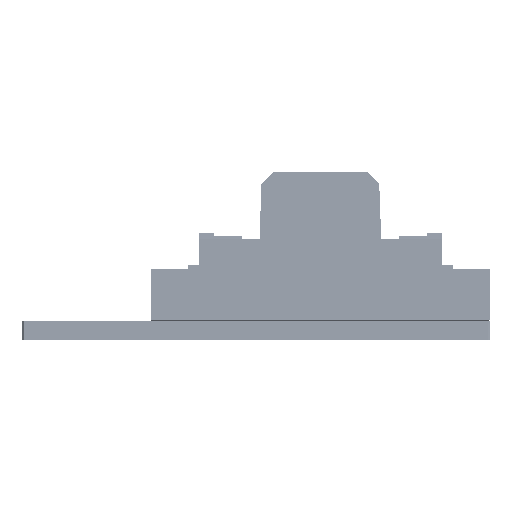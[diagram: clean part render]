
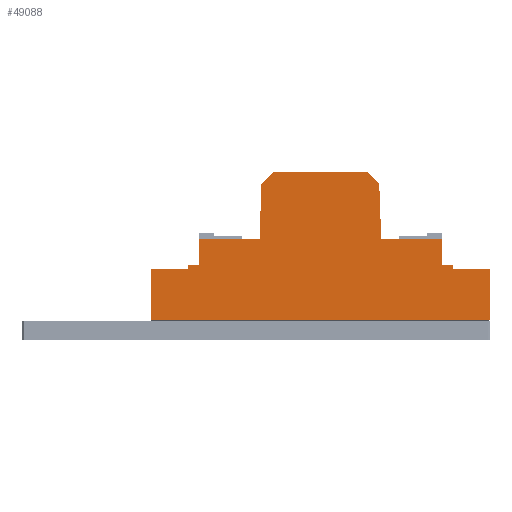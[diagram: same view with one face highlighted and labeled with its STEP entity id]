
A CAD part, left-side view. The second image highlights one B-rep face of the part: STEP entity #49088.
In plain terms, the highlighted face is planar.
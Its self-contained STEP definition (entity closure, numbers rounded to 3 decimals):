
#4061=PLANE('',#55958);
#7063=FACE_OUTER_BOUND('',#12925,.T.);
#12925=EDGE_LOOP('',(#43701,#43702,#43703,#43704,#43705,#43706,#43707,#43708,
#43709,#43710,#43711,#43712,#43713,#43714,#43715,#43716,#43717,#43718));
#15004=LINE('',#84675,#17350);
#15012=LINE('',#84692,#17358);
#15065=LINE('',#84810,#17411);
#15080=LINE('',#84842,#17426);
#15125=LINE('',#84930,#17471);
#15237=LINE('',#85202,#17583);
#15238=LINE('',#85204,#17584);
#15239=LINE('',#85205,#17585);
#15240=LINE('',#85206,#17586);
#15241=LINE('',#85208,#17587);
#15242=LINE('',#85210,#17588);
#15243=LINE('',#85211,#17589);
#15244=LINE('',#85213,#17590);
#15245=LINE('',#85215,#17591);
#15246=LINE('',#85217,#17592);
#15247=LINE('',#85219,#17593);
#15248=LINE('',#85221,#17594);
#15249=LINE('',#85222,#17595);
#17350=VECTOR('',#71415,14.5);
#17358=VECTOR('',#71427,1.08);
#17411=VECTOR('',#71500,0.17);
#17426=VECTOR('',#71521,2.587);
#17471=VECTOR('',#71588,1.587);
#17583=VECTOR('',#71768,0.469);
#17584=VECTOR('',#71769,1.587);
#17585=VECTOR('',#71770,2.19);
#17586=VECTOR('',#71771,2.19);
#17587=VECTOR('',#71772,0.17);
#17588=VECTOR('',#71773,0.469);
#17589=VECTOR('',#71774,1.08);
#17590=VECTOR('',#71775,2.358);
#17591=VECTOR('',#71776,0.733);
#17592=VECTOR('',#71777,4.);
#17593=VECTOR('',#71778,0.733);
#17594=VECTOR('',#71779,2.358);
#17595=VECTOR('',#71780,2.587);
#25404=VERTEX_POINT('',#84668);
#25407=VERTEX_POINT('',#84673);
#25413=VERTEX_POINT('',#84689);
#25414=VERTEX_POINT('',#84691);
#25468=VERTEX_POINT('',#84808);
#25469=VERTEX_POINT('',#84809);
#25482=VERTEX_POINT('',#84840);
#25483=VERTEX_POINT('',#84841);
#25514=VERTEX_POINT('',#84926);
#25515=VERTEX_POINT('',#84928);
#25642=VERTEX_POINT('',#85203);
#25643=VERTEX_POINT('',#85207);
#25644=VERTEX_POINT('',#85209);
#25645=VERTEX_POINT('',#85212);
#25646=VERTEX_POINT('',#85214);
#25647=VERTEX_POINT('',#85216);
#25648=VERTEX_POINT('',#85218);
#25649=VERTEX_POINT('',#85220);
#31454=EDGE_CURVE('',#25404,#25407,#15004,.T.);
#31462=EDGE_CURVE('',#25413,#25414,#15012,.T.);
#31519=EDGE_CURVE('',#25468,#25469,#15065,.T.);
#31534=EDGE_CURVE('',#25482,#25483,#15080,.T.);
#31581=EDGE_CURVE('',#25514,#25515,#15125,.T.);
#31720=EDGE_CURVE('',#25413,#25469,#15237,.T.);
#31721=EDGE_CURVE('',#25468,#25642,#15238,.T.);
#31722=EDGE_CURVE('',#25404,#25642,#15239,.T.);
#31723=EDGE_CURVE('',#25407,#25514,#15240,.T.);
#31724=EDGE_CURVE('',#25643,#25515,#15241,.T.);
#31725=EDGE_CURVE('',#25644,#25643,#15242,.T.);
#31726=EDGE_CURVE('',#25644,#25483,#15243,.T.);
#31727=EDGE_CURVE('',#25482,#25645,#15244,.T.);
#31728=EDGE_CURVE('',#25646,#25645,#15245,.T.);
#31729=EDGE_CURVE('',#25646,#25647,#15246,.T.);
#31730=EDGE_CURVE('',#25648,#25647,#15247,.F.);
#31731=EDGE_CURVE('',#25649,#25648,#15248,.T.);
#31732=EDGE_CURVE('',#25414,#25649,#15249,.T.);
#43701=ORIENTED_EDGE('',*,*,#31462,.F.);
#43702=ORIENTED_EDGE('',*,*,#31720,.T.);
#43703=ORIENTED_EDGE('',*,*,#31519,.F.);
#43704=ORIENTED_EDGE('',*,*,#31721,.T.);
#43705=ORIENTED_EDGE('',*,*,#31722,.F.);
#43706=ORIENTED_EDGE('',*,*,#31454,.T.);
#43707=ORIENTED_EDGE('',*,*,#31723,.T.);
#43708=ORIENTED_EDGE('',*,*,#31581,.T.);
#43709=ORIENTED_EDGE('',*,*,#31724,.F.);
#43710=ORIENTED_EDGE('',*,*,#31725,.F.);
#43711=ORIENTED_EDGE('',*,*,#31726,.T.);
#43712=ORIENTED_EDGE('',*,*,#31534,.F.);
#43713=ORIENTED_EDGE('',*,*,#31727,.T.);
#43714=ORIENTED_EDGE('',*,*,#31728,.F.);
#43715=ORIENTED_EDGE('',*,*,#31729,.T.);
#43716=ORIENTED_EDGE('',*,*,#31730,.F.);
#43717=ORIENTED_EDGE('',*,*,#31731,.F.);
#43718=ORIENTED_EDGE('',*,*,#31732,.F.);
#49088=ADVANCED_FACE('',(#7063),#4061,.T.);
#55958=AXIS2_PLACEMENT_3D('',#85201,#71766,#71767);
#71415=DIRECTION('',(0.,1.,0.));
#71427=DIRECTION('',(0.,0.,1.));
#71500=DIRECTION('',(0.,0.035,0.999));
#71521=DIRECTION('',(0.,1.,0.));
#71588=DIRECTION('',(0.,-1.,0.));
#71766=DIRECTION('center_axis',(1.,0.,0.));
#71767=DIRECTION('ref_axis',(0.,0.,-1.));
#71768=DIRECTION('',(0.,-1.,0.));
#71769=DIRECTION('',(0.,-1.,0.));
#71770=DIRECTION('',(0.,0.,1.));
#71771=DIRECTION('',(0.,0.,1.));
#71772=DIRECTION('',(0.,0.035,-0.999));
#71773=DIRECTION('',(0.,1.,0.));
#71774=DIRECTION('',(0.,0.,1.));
#71775=DIRECTION('',(0.,-0.035,0.999));
#71776=DIRECTION('',(0.,0.707,-0.707));
#71777=DIRECTION('',(0.,-1.,0.));
#71778=DIRECTION('',(0.,-0.707,-0.707));
#71779=DIRECTION('',(0.,0.035,0.999));
#71780=DIRECTION('',(0.,1.,0.));
#84668=CARTESIAN_POINT('',(28.875,-7.25,0.31));
#84673=CARTESIAN_POINT('',(28.875,7.25,0.31));
#84675=CARTESIAN_POINT('',(28.875,-7.25,0.31));
#84689=CARTESIAN_POINT('',(28.875,-5.188,2.67));
#84691=CARTESIAN_POINT('',(28.875,-5.188,3.75));
#84692=CARTESIAN_POINT('',(28.875,-5.188,2.67));
#84808=CARTESIAN_POINT('',(28.875,-5.663,2.5));
#84809=CARTESIAN_POINT('',(28.875,-5.657,2.67));
#84810=CARTESIAN_POINT('',(28.875,-5.663,2.5));
#84840=CARTESIAN_POINT('',(28.875,2.6,3.75));
#84841=CARTESIAN_POINT('',(28.875,5.188,3.75));
#84842=CARTESIAN_POINT('',(28.875,2.6,3.75));
#84926=CARTESIAN_POINT('',(28.875,7.25,2.5));
#84928=CARTESIAN_POINT('',(28.875,5.663,2.5));
#84930=CARTESIAN_POINT('',(28.875,7.25,2.5));
#85201=CARTESIAN_POINT('Origin',(28.875,8.,6.625));
#85202=CARTESIAN_POINT('',(28.875,-5.188,2.67));
#85203=CARTESIAN_POINT('',(28.875,-7.25,2.5));
#85204=CARTESIAN_POINT('',(28.875,-5.663,2.5));
#85205=CARTESIAN_POINT('',(28.875,-7.25,0.31));
#85206=CARTESIAN_POINT('',(28.875,7.25,0.31));
#85207=CARTESIAN_POINT('',(28.875,5.657,2.67));
#85208=CARTESIAN_POINT('',(28.875,5.657,2.67));
#85209=CARTESIAN_POINT('',(28.875,5.188,2.67));
#85210=CARTESIAN_POINT('',(28.875,5.188,2.67));
#85211=CARTESIAN_POINT('',(28.875,5.188,2.67));
#85212=CARTESIAN_POINT('',(28.875,2.518,6.107));
#85213=CARTESIAN_POINT('',(28.875,2.6,3.75));
#85214=CARTESIAN_POINT('',(28.875,2.,6.625));
#85215=CARTESIAN_POINT('',(28.875,2.,6.625));
#85216=CARTESIAN_POINT('',(28.875,-2.,6.625));
#85217=CARTESIAN_POINT('',(28.875,2.,6.625));
#85218=CARTESIAN_POINT('',(28.875,-2.518,6.107));
#85219=CARTESIAN_POINT('',(28.875,-2.,6.625));
#85220=CARTESIAN_POINT('',(28.875,-2.6,3.75));
#85221=CARTESIAN_POINT('',(28.875,-2.6,3.75));
#85222=CARTESIAN_POINT('',(28.875,-5.188,3.75));
